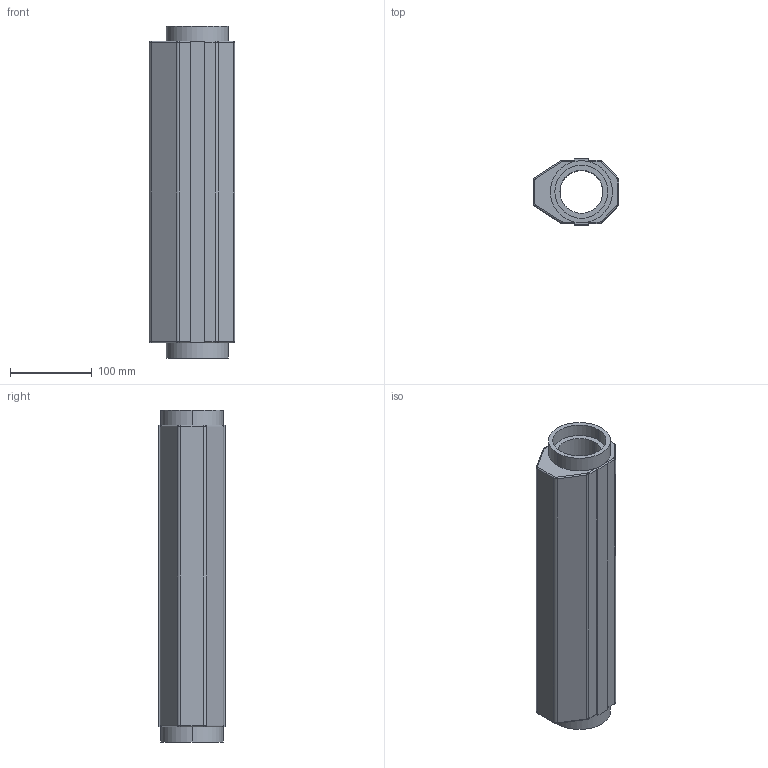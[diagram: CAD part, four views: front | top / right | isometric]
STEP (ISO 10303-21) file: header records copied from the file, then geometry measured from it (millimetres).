
FILE_DESCRIPTION (( 'STEP AP203' ), '1' );
FILE_NAME ('714500.STEP', '2014-12-01T19:30:11', ( 'IT' ), ( 'Microsoft' ), 'SwSTEP 2.0', 'SolidWorks 2014', '' );
FILE_SCHEMA (( 'CONFIG_CONTROL_DESIGN' ));
Length unit declared in the file: inch
Products named in the file (1): 714500
Bounding box: 104.14 x 80.77 x 405.89 mm (x, y, z)
Volume: 1776278.4 mm3; surface area: 200749.6 mm2
Topology: 1 solids, 1 shells, 76 faces, 178 edges, 108 vertices
Faces by surface type: cylinder 38, plane 22, torus 16
Entity records: 2261 total; most frequent: DIRECTION 424, CARTESIAN_POINT 363, ORIENTED_EDGE 356, EDGE_CURVE 178, AXIS2_PLACEMENT_3D 169, VERTEX_POINT 108, CIRCLE 92, VECTOR 86
